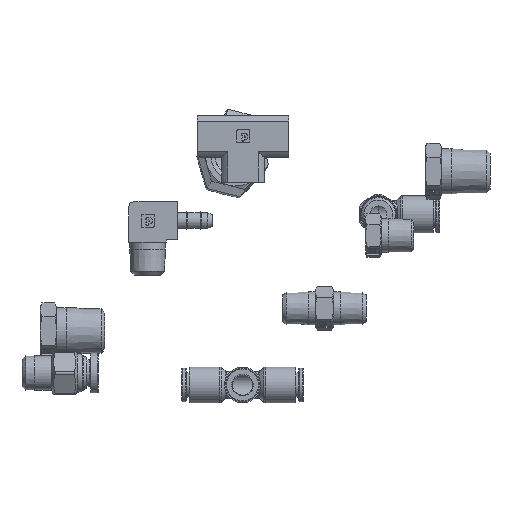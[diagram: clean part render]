
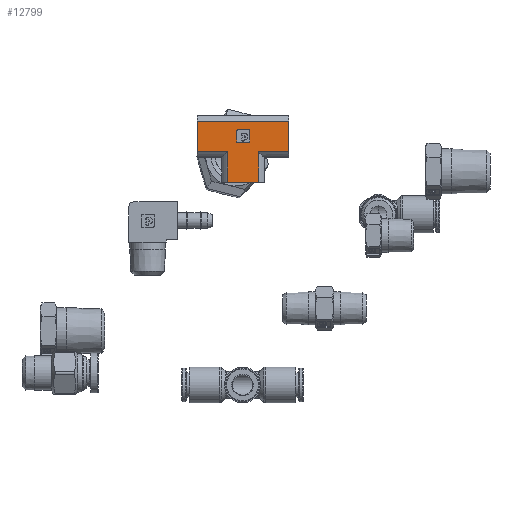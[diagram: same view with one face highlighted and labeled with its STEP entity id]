
A CAD part, front view. The second image highlights one B-rep face of the part: STEP entity #12799.
In plain terms, the highlighted planar face has unit normal (0, -1, 0).
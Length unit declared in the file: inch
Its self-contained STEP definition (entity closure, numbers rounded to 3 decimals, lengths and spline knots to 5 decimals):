
#696=FACE_BOUND('',#2579,.T.);
#1043=PLANE('',#14268);
#1681=FACE_OUTER_BOUND('',#2578,.T.);
#2578=EDGE_LOOP('',(#10920,#10921,#10922,#10923,#10924,#10925,#10926,#10927));
#2579=EDGE_LOOP('',(#10928,#10929,#10930,#10931,#10932,#10933,#10934,#10935));
#3603=LINE('',#21499,#4542);
#3607=LINE('',#21508,#4546);
#3610=LINE('',#21516,#4549);
#3618=LINE('',#21534,#4557);
#3620=LINE('',#21543,#4559);
#3621=LINE('',#21545,#4560);
#3622=LINE('',#21547,#4561);
#3623=LINE('',#21549,#4562);
#3624=LINE('',#21551,#4563);
#3625=LINE('',#21553,#4564);
#3626=LINE('',#21555,#4565);
#3627=LINE('',#21556,#4566);
#4542=VECTOR('',#17339,0.3937);
#4546=VECTOR('',#17349,0.3937);
#4549=VECTOR('',#17358,0.3937);
#4557=VECTOR('',#17384,0.3937);
#4559=VECTOR('',#17396,0.3937);
#4560=VECTOR('',#17397,0.3937);
#4561=VECTOR('',#17398,0.3937);
#4562=VECTOR('',#17399,0.3937);
#4563=VECTOR('',#17400,0.3937);
#4564=VECTOR('',#17401,0.3937);
#4565=VECTOR('',#17402,0.3937);
#4566=VECTOR('',#17403,0.3937);
#5239=CIRCLE('',#14247,0.01);
#5240=CIRCLE('',#14250,0.01);
#5241=CIRCLE('',#14253,0.01);
#5242=CIRCLE('',#14262,0.01);
#6271=VERTEX_POINT('',#21492);
#6272=VERTEX_POINT('',#21494);
#6273=VERTEX_POINT('',#21498);
#6274=VERTEX_POINT('',#21502);
#6275=VERTEX_POINT('',#21504);
#6276=VERTEX_POINT('',#21510);
#6277=VERTEX_POINT('',#21512);
#6278=VERTEX_POINT('',#21530);
#6279=VERTEX_POINT('',#21541);
#6280=VERTEX_POINT('',#21542);
#6281=VERTEX_POINT('',#21544);
#6282=VERTEX_POINT('',#21546);
#6283=VERTEX_POINT('',#21548);
#6284=VERTEX_POINT('',#21550);
#6285=VERTEX_POINT('',#21552);
#6286=VERTEX_POINT('',#21554);
#7877=EDGE_CURVE('',#6271,#6272,#5239,.T.);
#7879=EDGE_CURVE('',#6273,#6272,#3603,.T.);
#7882=EDGE_CURVE('',#6274,#6275,#5240,.T.);
#7884=EDGE_CURVE('',#6271,#6275,#3607,.T.);
#7886=EDGE_CURVE('',#6276,#6277,#5241,.T.);
#7888=EDGE_CURVE('',#6274,#6277,#3610,.T.);
#7895=EDGE_CURVE('',#6273,#6278,#5242,.T.);
#7897=EDGE_CURVE('',#6276,#6278,#3618,.T.);
#7899=EDGE_CURVE('',#6279,#6280,#3620,.T.);
#7900=EDGE_CURVE('',#6280,#6281,#3621,.T.);
#7901=EDGE_CURVE('',#6282,#6281,#3622,.T.);
#7902=EDGE_CURVE('',#6282,#6283,#3623,.T.);
#7903=EDGE_CURVE('',#6283,#6284,#3624,.T.);
#7904=EDGE_CURVE('',#6284,#6285,#3625,.T.);
#7905=EDGE_CURVE('',#6285,#6286,#3626,.T.);
#7906=EDGE_CURVE('',#6279,#6286,#3627,.T.);
#10920=ORIENTED_EDGE('',*,*,#7899,.T.);
#10921=ORIENTED_EDGE('',*,*,#7900,.T.);
#10922=ORIENTED_EDGE('',*,*,#7901,.F.);
#10923=ORIENTED_EDGE('',*,*,#7902,.T.);
#10924=ORIENTED_EDGE('',*,*,#7903,.T.);
#10925=ORIENTED_EDGE('',*,*,#7904,.T.);
#10926=ORIENTED_EDGE('',*,*,#7905,.T.);
#10927=ORIENTED_EDGE('',*,*,#7906,.F.);
#10928=ORIENTED_EDGE('',*,*,#7888,.T.);
#10929=ORIENTED_EDGE('',*,*,#7886,.F.);
#10930=ORIENTED_EDGE('',*,*,#7897,.T.);
#10931=ORIENTED_EDGE('',*,*,#7895,.F.);
#10932=ORIENTED_EDGE('',*,*,#7879,.T.);
#10933=ORIENTED_EDGE('',*,*,#7877,.F.);
#10934=ORIENTED_EDGE('',*,*,#7884,.T.);
#10935=ORIENTED_EDGE('',*,*,#7882,.F.);
#12799=ADVANCED_FACE('',(#1681,#696),#1043,.T.);
#14247=AXIS2_PLACEMENT_3D('',#21495,#17334,#17335);
#14250=AXIS2_PLACEMENT_3D('',#21505,#17344,#17345);
#14253=AXIS2_PLACEMENT_3D('',#21513,#17353,#17354);
#14262=AXIS2_PLACEMENT_3D('',#21531,#17379,#17380);
#14268=AXIS2_PLACEMENT_3D('',#21540,#17394,#17395);
#17334=DIRECTION('center_axis',(0.,-1.,0.));
#17335=DIRECTION('ref_axis',(0.707,0.,0.707));
#17339=DIRECTION('',(1.,0.,0.));
#17344=DIRECTION('center_axis',(0.,-1.,0.));
#17345=DIRECTION('ref_axis',(0.707,0.,-0.707));
#17349=DIRECTION('',(0.,0.,-1.));
#17353=DIRECTION('center_axis',(0.,-1.,0.));
#17354=DIRECTION('ref_axis',(-0.707,0.,-0.707));
#17358=DIRECTION('',(-1.,0.,0.));
#17379=DIRECTION('center_axis',(0.,-1.,0.));
#17380=DIRECTION('ref_axis',(-0.707,0.,0.707));
#17384=DIRECTION('',(0.,0.,1.));
#17394=DIRECTION('center_axis',(0.,-1.,0.));
#17395=DIRECTION('ref_axis',(0.,0.,-1.));
#17396=DIRECTION('',(1.,0.,0.));
#17397=DIRECTION('',(0.,0.,1.));
#17398=DIRECTION('',(1.,0.,0.));
#17399=DIRECTION('',(0.,0.,-1.));
#17400=DIRECTION('',(1.,0.,0.));
#17401=DIRECTION('',(0.,0.,-1.));
#17402=DIRECTION('',(1.,0.,0.));
#17403=DIRECTION('',(0.,0.,-1.));
#21492=CARTESIAN_POINT('',(0.075,-0.246,0.065));
#21494=CARTESIAN_POINT('',(0.065,-0.246,0.075));
#21495=CARTESIAN_POINT('Origin',(0.065,-0.246,0.065));
#21498=CARTESIAN_POINT('',(-0.065,-0.246,0.075));
#21499=CARTESIAN_POINT('',(0.0375,-0.246,0.075));
#21502=CARTESIAN_POINT('',(0.065,-0.246,-0.075));
#21504=CARTESIAN_POINT('',(0.075,-0.246,-0.065));
#21505=CARTESIAN_POINT('Origin',(0.065,-0.246,-0.065));
#21508=CARTESIAN_POINT('',(0.075,-0.246,-0.12629));
#21510=CARTESIAN_POINT('',(-0.075,-0.246,-0.065));
#21512=CARTESIAN_POINT('',(-0.065,-0.246,-0.075));
#21513=CARTESIAN_POINT('Origin',(-0.065,-0.246,-0.065));
#21516=CARTESIAN_POINT('',(-0.0375,-0.246,-0.075));
#21530=CARTESIAN_POINT('',(-0.075,-0.246,0.065));
#21531=CARTESIAN_POINT('Origin',(-0.065,-0.246,0.065));
#21534=CARTESIAN_POINT('',(-0.075,-0.246,-0.08474));
#21540=CARTESIAN_POINT('Origin',(0.,-0.246,-0.17758));
#21541=CARTESIAN_POINT('',(0.17758,-0.246,-0.17758));
#21542=CARTESIAN_POINT('',(0.53,-0.246,-0.17758));
#21543=CARTESIAN_POINT('',(0.,-0.246,-0.17758));
#21544=CARTESIAN_POINT('',(0.53,-0.246,0.17758));
#21545=CARTESIAN_POINT('',(0.53,-0.246,0.246));
#21546=CARTESIAN_POINT('',(-0.53,-0.246,0.17758));
#21547=CARTESIAN_POINT('',(0.,-0.246,0.17758));
#21548=CARTESIAN_POINT('',(-0.53,-0.246,-0.17758));
#21549=CARTESIAN_POINT('',(-0.53,-0.246,0.246));
#21550=CARTESIAN_POINT('',(-0.17758,-0.246,-0.17758));
#21551=CARTESIAN_POINT('',(0.,-0.246,-0.17758));
#21552=CARTESIAN_POINT('',(-0.17758,-0.246,-0.53));
#21553=CARTESIAN_POINT('',(-0.17758,-0.246,0.));
#21554=CARTESIAN_POINT('',(0.17758,-0.246,-0.53));
#21555=CARTESIAN_POINT('',(-0.246,-0.246,-0.53));
#21556=CARTESIAN_POINT('',(0.17758,-0.246,0.));
